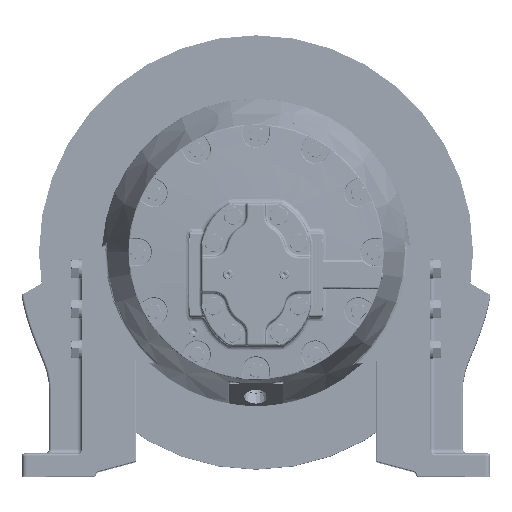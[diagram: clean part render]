
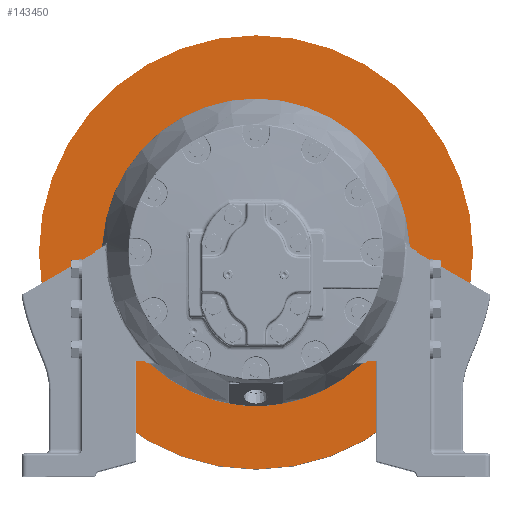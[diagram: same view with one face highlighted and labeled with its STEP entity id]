
A CAD part, top view. The second image highlights one B-rep face of the part: STEP entity #143450.
In plain terms, the highlighted planar face has unit normal (0, 0, 1).
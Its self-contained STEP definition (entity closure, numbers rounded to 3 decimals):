
#134672=CARTESIAN_POINT('',(0.,0.,-7.568));
#134673=DIRECTION('',(0.,0.,1.));
#134674=DIRECTION('',(1.,0.,0.));
#134675=AXIS2_PLACEMENT_3D('',#134672,#134673,#134674);
#134677=CARTESIAN_POINT('',(0.,0.,-7.568));
#134678=DIRECTION('',(0.,0.,1.));
#134679=DIRECTION('',(-1.,0.,0.));
#134680=AXIS2_PLACEMENT_3D('',#134677,#134678,#134679);
#134682=CARTESIAN_POINT('',(0.,0.,-7.568));
#134683=DIRECTION('',(0.,0.,-1.));
#134684=DIRECTION('',(-1.,0.,0.));
#134685=AXIS2_PLACEMENT_3D('',#134682,#134683,#134684);
#134687=CARTESIAN_POINT('',(0.,0.,-7.568));
#134688=DIRECTION('',(0.,0.,-1.));
#134689=DIRECTION('',(1.,0.,0.));
#134690=AXIS2_PLACEMENT_3D('',#134687,#134688,#134689);
#136473=CARTESIAN_POINT('',(12.,0.,-7.568));
#136474=CARTESIAN_POINT('',(-12.,0.,-7.568));
#136475=VERTEX_POINT('',#136473);
#136476=VERTEX_POINT('',#136474);
#136509=CARTESIAN_POINT('',(-5.631,0.,-7.568));
#136510=CARTESIAN_POINT('',(5.631,0.,-7.568));
#136511=VERTEX_POINT('',#136509);
#136512=VERTEX_POINT('',#136510);
#143435=CARTESIAN_POINT('',(-5.631,0.,-7.568));
#143436=DIRECTION('',(0.,0.,1.));
#143437=DIRECTION('',(-1.,0.,0.));
#143438=AXIS2_PLACEMENT_3D('',#143435,#143436,#143437);
#143439=PLANE('',#143438);
#143441=ORIENTED_EDGE('',*,*,#143440,.F.);
#143443=ORIENTED_EDGE('',*,*,#143442,.F.);
#143444=EDGE_LOOP('',(#143441,#143443));
#143445=FACE_OUTER_BOUND('',#143444,.F.);
#143446=ORIENTED_EDGE('',*,*,#143383,.F.);
#143447=ORIENTED_EDGE('',*,*,#143403,.F.);
#143448=EDGE_LOOP('',(#143446,#143447));
#143449=FACE_BOUND('',#143448,.F.);
#134676=CIRCLE('',#134675,12.);
#134681=CIRCLE('',#134680,12.);
#134686=CIRCLE('',#134685,5.631);
#134691=CIRCLE('',#134690,5.631);
#143383=EDGE_CURVE('',#136511,#136512,#134686,.T.);
#143403=EDGE_CURVE('',#136512,#136511,#134691,.T.);
#143440=EDGE_CURVE('',#136475,#136476,#134676,.T.);
#143442=EDGE_CURVE('',#136476,#136475,#134681,.T.);
#143450=ADVANCED_FACE('',(#143445,#143449),#143439,.T.);
